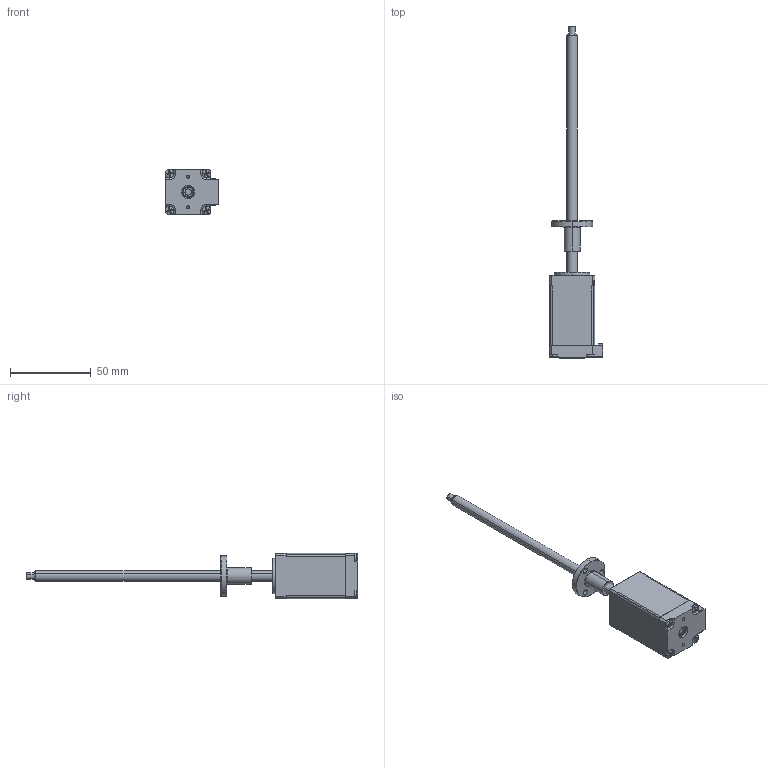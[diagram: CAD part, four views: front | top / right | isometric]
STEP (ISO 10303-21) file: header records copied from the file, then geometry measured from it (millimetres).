
FILE_DESCRIPTION (( 'STEP AP203' ), '1' );
FILE_NAME ('LE115S-T6503-150-AR1-S-100.STEP', '2018-08-10T07:05:56', ( '' ), ( '' ), 'SwSTEP 2.0', 'SolidWorks 2014', '' );
FILE_SCHEMA (( 'CONFIG_CONTROL_DESIGN' ));
Length unit declared in the file: millimetre
Products named in the file (1): LE115S-T6503-150-AR1-S-100
Bounding box: 33.2 x 206.2 x 28.4 mm (x, y, z)
Surface area: 13987.6 mm2 (no closed solid volume)
Topology: 0 solids, 30 shells, 269 faces, 911 edges, 656 vertices
Faces by surface type: plane 101, cylinder 86, cone 60, torus 14, sphere 8
Entity records: 10329 total; most frequent: CARTESIAN_POINT 2388, DIRECTION 1696, ORIENTED_EDGE 1429, EDGE_CURVE 911, VERTEX_POINT 656, AXIS2_PLACEMENT_3D 620, VECTOR 456, LINE 456
